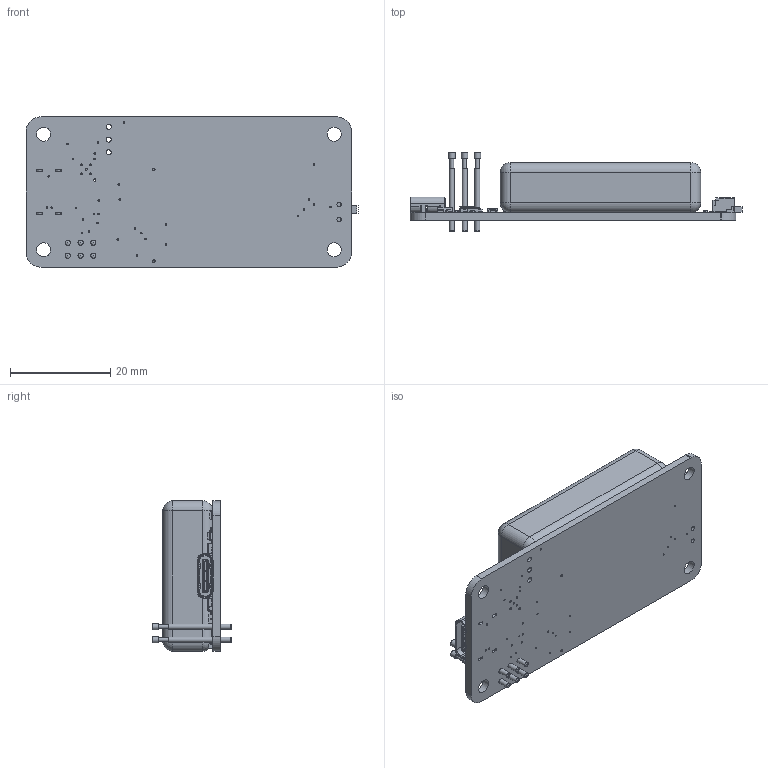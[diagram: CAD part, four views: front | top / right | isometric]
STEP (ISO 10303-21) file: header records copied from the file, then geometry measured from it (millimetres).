
FILE_DESCRIPTION(/* description */ (''),/* implementation_level */ '2;1');
FILE_NAME(/* name */ 'RBU4020Z_A1.step',/* time_stamp */ '2020-12-04T16:38:21+01:00',/* author */ (''),/* organization */ (''),/* preprocessor_version */ 'ST-DEVELOPER v18.1',/* originating_system */ 'Autodesk Translation Framework v9.3.0.1241',/* authorisation */ '');
FILE_SCHEMA (('AUTOMOTIVE_DESIGN { 1 0 10303 214 3 1 1 }'));
Products named in the file (49): RBU4020Z_ASSY; RBU4020Z_A1; Board; Packages; FIDUCIAL-1X2; 1X03_NO_SILK; SWITCH-SPST-SMD-A; LED-0603; LED-0603 (1); LED-0603 (2); 0603-RES; 0603-RES (1); 0603; 0603-RES (3); 0603-RES (4); 0603-RES (5); 0603-RES (6); CUI_UJC-HP-3-SMT-TR; VLS3012HBX3R3M; PVQFN-N16; PVQFN-16; PIZERO_UPS; TP20SQ; TP10R; SC59-BEC; 0603-RES (7); 0603-RES (8); 0603-RES (9); PDSO-N12; 1X04_1MM_RA; 0603-CAP; 0603-CAP (1); 0603-CAP (2); 0603-CAP (3); 0603-CAP (4); 0603-CAP (5); 0603-RES (2); 0603-RES (10); 0603-RES (11); 0603-RES (12) ...
Assembly tree (62 placements, depth 5):
  RBU4020Z_ASSY
    RBU4020Z_A1
      Board
      Packages
        FIDUCIAL-1X2  x4
        1X03_NO_SILK
        SWITCH-SPST-SMD-A
        LED-0603
        LED-0603 (1)
        LED-0603 (2)
        0603-RES
        0603-RES (1)
        0603
        0603-RES (3)
        0603-RES (4)
        0603-RES (5)
        0603-RES (6)
        CUI_UJC-HP-3-SMT-TR
        VLS3012HBX3R3M
        PVQFN-N16
        PVQFN-16
        PIZERO_UPS
        TP20SQ  x2
        TP10R  x6
        SC59-BEC
        0603-RES (7)
        0603-RES (8)
        0603-RES (9)
        PDSO-N12
        1X04_1MM_RA
        0603-CAP
        0603-CAP (1)
        0603-CAP (2)
        0603-CAP (3)
        0603-CAP (4)
        0603-CAP (5)
        0603-RES (2)
        0603-RES (10)
        0603-RES (11)
        0603-RES (12)
        0603-RES (13)
        0603-RES (14)
        0805
        0805 (1)
          Body
          Pins
          Cover
    Pogo_pin_P75-Q2  x6
    GEB103040
Bounding box: 66.25 x 15.79 x 30 mm (x, y, z)
Volume: 14864.7 mm3; surface area: 9466 mm2
Topology: 222 solids, 272 shells, 5857 faces, 15142 edges, 9833 vertices
Faces by surface type: plane 3094, bspline 2028, cylinder 641, sphere 72, cone 18, torus 4
Full cylindrical faces by diameter (mm): 0.05 x2, 0.25 x1, 0.3 x32, 0.4 x5, 0.5 x3, 0.74 x6, 0.77 x6, 0.838 x2, 1.016 x9, 1.02 x6, 1.3 x6, 2.8 x4
Entity records: 215786 total; most frequent: CARTESIAN_POINT 82503, ORIENTED_EDGE 29976, DIRECTION 20669, EDGE_CURVE 14988, VERTEX_POINT 9783, LINE 9579, VECTOR 9579, EDGE_LOOP 6149
